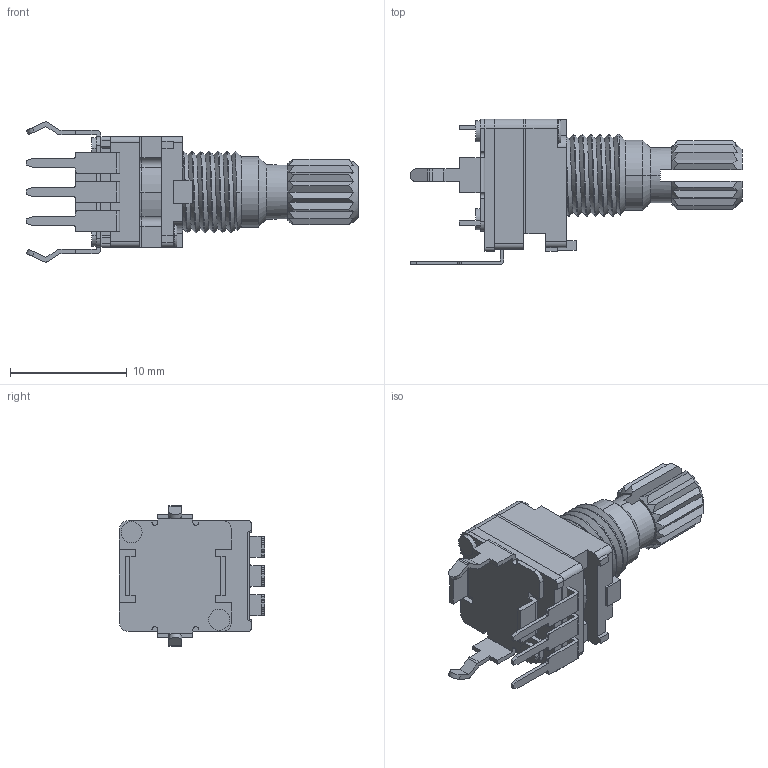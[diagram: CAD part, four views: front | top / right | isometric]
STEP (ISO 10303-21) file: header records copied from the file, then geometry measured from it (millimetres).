
FILE_DESCRIPTION (( 'STEP AP214' ), '1' );
FILE_NAME ('Same_Sky_PTN091-V10115K1B.step', '2025-09-08T19:59:24', ( '' ), ( '' ), 'SwSTEP 2.0', 'SolidWorks 2025', '' );
FILE_SCHEMA (( 'AUTOMOTIVE_DESIGN' ));
Length unit declared in the file: inch
Products named in the file (5): Same_Sky_PTN091-V10115K1B; K_SHAFT_L15; FIX_PLATE; BUSHING_5-V_V1; PTN091-V_HOUSING
Assembly tree (4 placements, depth 2):
  Same_Sky_PTN091-V10115K1B
    FIX_PLATE
    BUSHING_5-V_V1
    PTN091-V_HOUSING
    K_SHAFT_L15
Bounding box: 28.42 x 12.45 x 12 mm (x, y, z)
Volume: 962.7 mm3; surface area: 2394.6 mm2
Topology: 12 solids, 12 shells, 616 faces, 1691 edges, 1120 vertices
Faces by surface type: plane 312, cylinder 279, torus 14, cone 8, bspline 3
Entity records: 22380 total; most frequent: CARTESIAN_POINT 5912, DIRECTION 3404, ORIENTED_EDGE 3382, EDGE_CURVE 1691, AXIS2_PLACEMENT_3D 1196, VERTEX_POINT 1120, VECTOR 1012, LINE 1012
